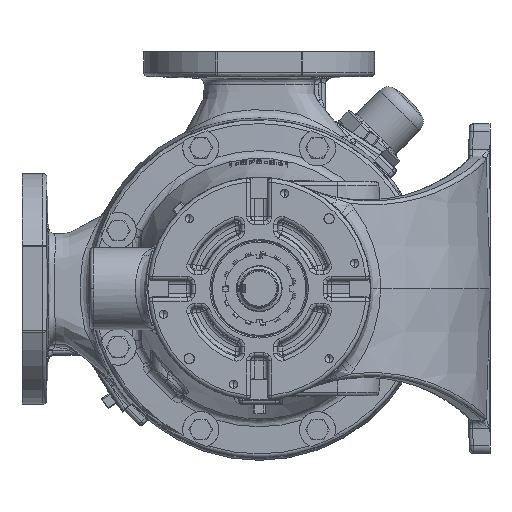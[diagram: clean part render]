
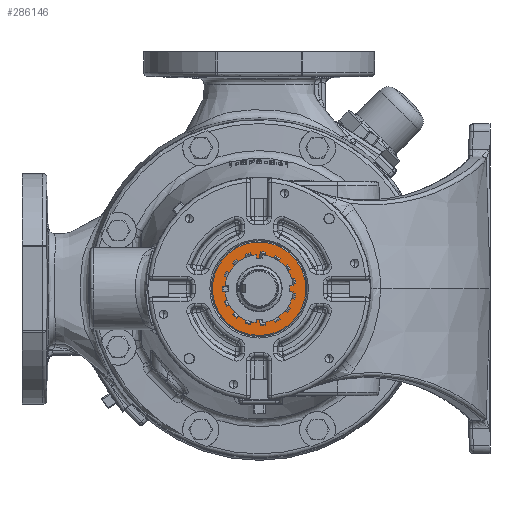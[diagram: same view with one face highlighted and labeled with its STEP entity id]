
A CAD part, left-side view. The second image highlights one B-rep face of the part: STEP entity #286146.
In plain terms, the highlighted planar face has unit normal (-1, 0, 0).
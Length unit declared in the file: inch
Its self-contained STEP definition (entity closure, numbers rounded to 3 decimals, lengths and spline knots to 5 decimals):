
#13224 = CIRCLE ( 'NONE', #269753, 1.415 ) ;
#13235 = DIRECTION ( 'NONE',  ( 0., 0., 1. ) ) ;
#14758 = ORIENTED_EDGE ( 'NONE', *, *, #184710, .F. ) ;
#24148 = VERTEX_POINT ( 'NONE', #43086 ) ;
#30951 = CIRCLE ( 'NONE', #96864, 0.855 ) ;
#31023 = VERTEX_POINT ( 'NONE', #60768 ) ;
#34602 = VERTEX_POINT ( 'NONE', #280921 ) ;
#39473 = ORIENTED_EDGE ( 'NONE', *, *, #172388, .T. ) ;
#43086 = CARTESIAN_POINT ( 'NONE',  ( -11.67999, 0., -0.855 ) ) ;
#60768 = CARTESIAN_POINT ( 'NONE',  ( -11.67999, 0., -1.415 ) ) ;
#69763 = CARTESIAN_POINT ( 'NONE',  ( -11.67999, 0., 0. ) ) ;
#71122 = DIRECTION ( 'NONE',  ( -1., 0., 0. ) ) ;
#82734 = FACE_OUTER_BOUND ( 'NONE', #249894, .T. ) ;
#92078 = DIRECTION ( 'NONE',  ( 0., 0., 1. ) ) ;
#96864 = AXIS2_PLACEMENT_3D ( 'NONE', #261514, #128967, #283851 ) ;
#110068 = PLANE ( 'NONE',  #151998 ) ;
#111014 = CARTESIAN_POINT ( 'NONE',  ( -11.67999, 0.855, 0. ) ) ;
#111311 = EDGE_CURVE ( 'NONE', #34602, #24148, #30951, .T. ) ;
#115186 = AXIS2_PLACEMENT_3D ( 'NONE', #278490, #145975, #13235 ) ;
#128967 = DIRECTION ( 'NONE',  ( -1., 0., 0. ) ) ;
#131901 = EDGE_LOOP ( 'NONE', ( #179611, #14758 ) ) ;
#133367 = DIRECTION ( 'NONE',  ( 0., 0., -1. ) ) ;
#134876 = FACE_BOUND ( 'NONE', #131901, .T. ) ;
#135190 = CIRCLE ( 'NONE', #286817, 0.855 ) ;
#136796 = EDGE_CURVE ( 'NONE', #31023, #220527, #227869, .T. ) ;
#145975 = DIRECTION ( 'NONE',  ( -1., 0., 0. ) ) ;
#151998 = AXIS2_PLACEMENT_3D ( 'NONE', #111014, #265896, #133367 ) ;
#164005 = CARTESIAN_POINT ( 'NONE',  ( -11.67999, 0., 1.415 ) ) ;
#165401 = ORIENTED_EDGE ( 'NONE', *, *, #136796, .T. ) ;
#172388 = EDGE_CURVE ( 'NONE', #220527, #31023, #13224, .T. ) ;
#179611 = ORIENTED_EDGE ( 'NONE', *, *, #111311, .F. ) ;
#184710 = EDGE_CURVE ( 'NONE', #24148, #34602, #135190, .T. ) ;
#203758 = CARTESIAN_POINT ( 'NONE',  ( -11.67999, 0., 0. ) ) ;
#220527 = VERTEX_POINT ( 'NONE', #164005 ) ;
#224721 = DIRECTION ( 'NONE',  ( -1., 0., 0. ) ) ;
#226065 = DIRECTION ( 'NONE',  ( 0., 0., 1. ) ) ;
#227869 = CIRCLE ( 'NONE', #115186, 1.415 ) ;
#249894 = EDGE_LOOP ( 'NONE', ( #165401, #39473 ) ) ;
#261514 = CARTESIAN_POINT ( 'NONE',  ( -11.67999, 0., 0. ) ) ;
#265896 = DIRECTION ( 'NONE',  ( 1., 0., 0. ) ) ;
#269753 = AXIS2_PLACEMENT_3D ( 'NONE', #203758, #71122, #226065 ) ;
#278490 = CARTESIAN_POINT ( 'NONE',  ( -11.67999, 0., 0. ) ) ;
#280921 = CARTESIAN_POINT ( 'NONE',  ( -11.67999, 0., 0.855 ) ) ;
#283851 = DIRECTION ( 'NONE',  ( 0., 0., 1. ) ) ;
#286146 = ADVANCED_FACE ( 'NONE', ( #134876, #82734 ), #110068, .F. ) ;
#286817 = AXIS2_PLACEMENT_3D ( 'NONE', #69763, #224721, #92078 ) ;
